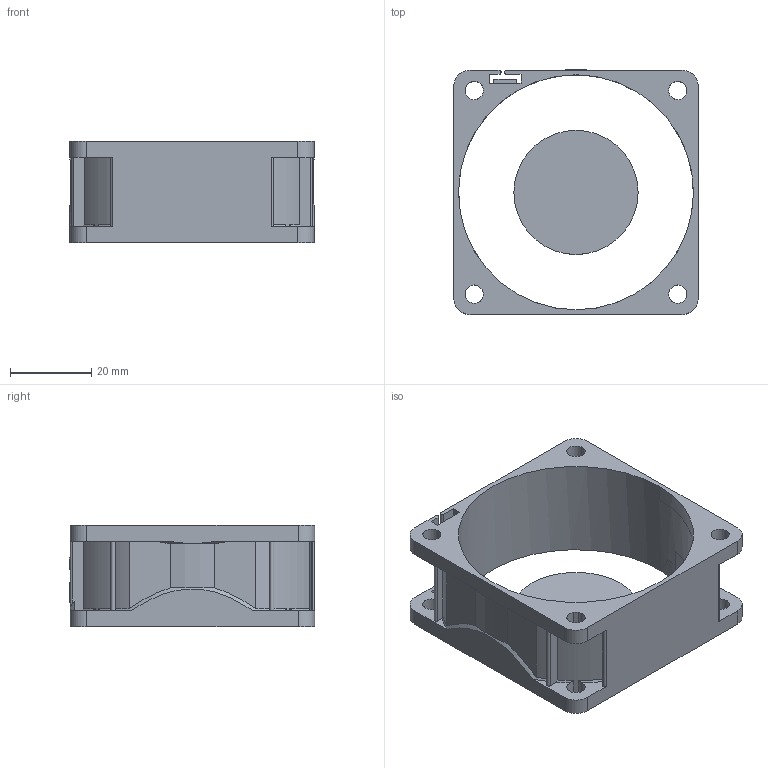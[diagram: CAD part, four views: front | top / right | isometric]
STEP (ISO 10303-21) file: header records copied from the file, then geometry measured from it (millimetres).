
FILE_DESCRIPTION((''),'2;1');
FILE_NAME('AG6025UP_CHANGE_SP_Q','2018-03-30T',('a000537'),(''),'PRO/ENGINEER BY PARAMETRIC TECHNOLOGY CORPORATION, 2008010','PRO/ENGINEER BY PARAMETRIC TECHNOLOGY CORPORATION, 2008010','');
FILE_SCHEMA(('CONFIG_CONTROL_DESIGN'));
Length unit declared in the file: millimetre
Products named in the file (1): AG6025UP_CHANGE_SP_Q
Bounding box: 60 x 60.2 x 25 mm (x, y, z)
Volume: 19233 mm3; surface area: 15319.4 mm2
Topology: 2 solids, 2 shells, 126 faces, 402 edges, 274 vertices
Faces by surface type: plane 68, cylinder 45, cone 13
Entity records: 4724 total; most frequent: CARTESIAN_POINT 1037, ORIENTED_EDGE 804, DIRECTION 742, EDGE_CURVE 402, VERTEX_POINT 274, AXIS2_PLACEMENT_3D 255, VECTOR 232, LINE 232
